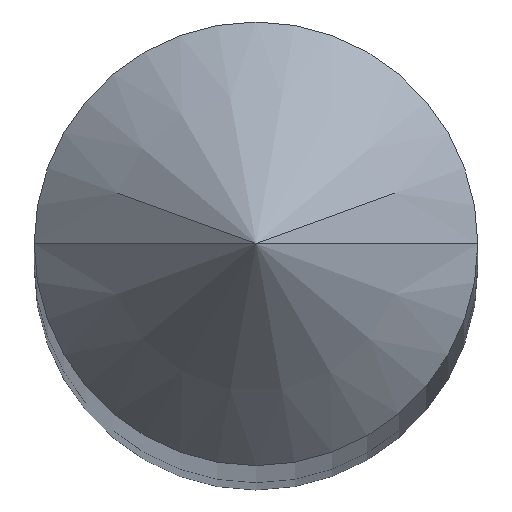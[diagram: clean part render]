
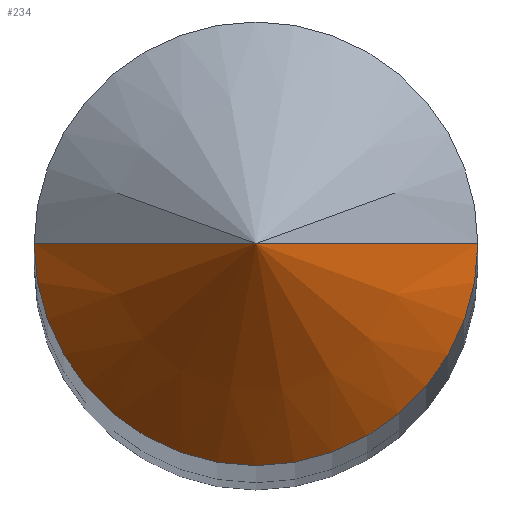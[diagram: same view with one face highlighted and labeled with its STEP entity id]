
A CAD part, top view. The second image highlights one B-rep face of the part: STEP entity #234.
In plain terms, the highlighted conical face has half-angle 45 degrees and reference radius 0.591 mm.
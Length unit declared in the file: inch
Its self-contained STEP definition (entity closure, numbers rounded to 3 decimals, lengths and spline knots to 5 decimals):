
#3 = CIRCLE ( 'NONE', #192, 0.02325 ) ;
#24 = DIRECTION ( 'NONE',  ( 0., 0., -1. ) ) ;
#44 = DIRECTION ( 'NONE',  ( 0.707, 0., -0.707 ) ) ;
#51 = EDGE_CURVE ( 'NONE', #258, #59, #294, .T. ) ;
#53 = DIRECTION ( 'NONE',  ( -1., 0., 0. ) ) ;
#59 = VERTEX_POINT ( 'NONE', #233 ) ;
#81 = FACE_OUTER_BOUND ( 'NONE', #341, .T. ) ;
#82 = CONICAL_SURFACE ( 'NONE', #224, 0.02325, 0.785 ) ;
#99 = CARTESIAN_POINT ( 'NONE',  ( 0., 0., -0.03125 ) ) ;
#107 = CARTESIAN_POINT ( 'NONE',  ( 0., 0., -0.008 ) ) ;
#117 = ORIENTED_EDGE ( 'NONE', *, *, #325, .T. ) ;
#140 = ORIENTED_EDGE ( 'NONE', *, *, #150, .T. ) ;
#150 = EDGE_CURVE ( 'NONE', #285, #59, #3, .T. ) ;
#151 = VECTOR ( 'NONE', #274, 39.37008 ) ;
#157 = CARTESIAN_POINT ( 'NONE',  ( 0.02325, 0., -0.03125 ) ) ;
#160 = VECTOR ( 'NONE', #44, 39.37008 ) ;
#184 = LINE ( 'NONE', #336, #151 ) ;
#187 = CARTESIAN_POINT ( 'NONE',  ( -0.02325, 0., -0.03125 ) ) ;
#192 = AXIS2_PLACEMENT_3D ( 'NONE', #99, #206, #319 ) ;
#206 = DIRECTION ( 'NONE',  ( 0., 0., 1. ) ) ;
#224 = AXIS2_PLACEMENT_3D ( 'NONE', #273, #24, #53 ) ;
#233 = CARTESIAN_POINT ( 'NONE',  ( 0.02325, 0., -0.03125 ) ) ;
#234 = ADVANCED_FACE ( 'NONE', ( #81 ), #82, .T. ) ;
#258 = VERTEX_POINT ( 'NONE', #107 ) ;
#260 = ORIENTED_EDGE ( 'NONE', *, *, #51, .F. ) ;
#273 = CARTESIAN_POINT ( 'NONE',  ( 0., 0., -0.03125 ) ) ;
#274 = DIRECTION ( 'NONE',  ( -0.707, 0., -0.707 ) ) ;
#285 = VERTEX_POINT ( 'NONE', #187 ) ;
#294 = LINE ( 'NONE', #157, #160 ) ;
#319 = DIRECTION ( 'NONE',  ( 1., 0., 0. ) ) ;
#325 = EDGE_CURVE ( 'NONE', #258, #285, #184, .T. ) ;
#336 = CARTESIAN_POINT ( 'NONE',  ( -0.02325, 0., -0.03125 ) ) ;
#341 = EDGE_LOOP ( 'NONE', ( #260, #117, #140 ) ) ;
